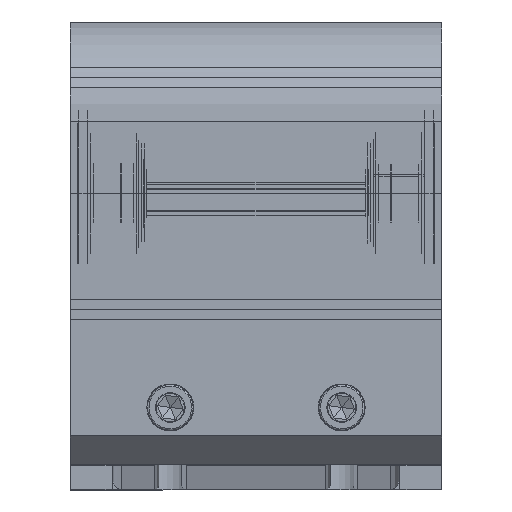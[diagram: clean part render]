
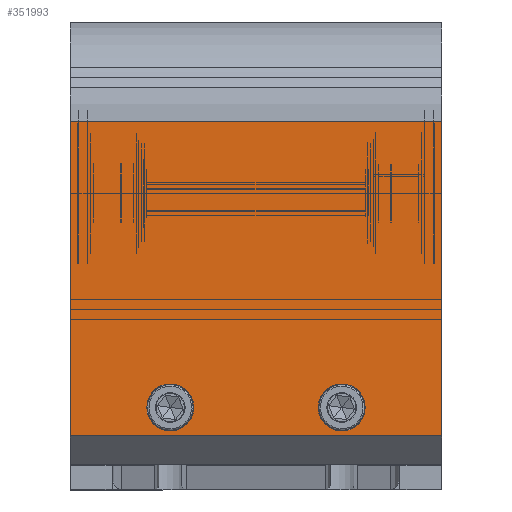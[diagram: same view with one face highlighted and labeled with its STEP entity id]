
A CAD part, top view. The second image highlights one B-rep face of the part: STEP entity #351993.
In plain terms, the highlighted planar face has unit normal (0, 0, 1).
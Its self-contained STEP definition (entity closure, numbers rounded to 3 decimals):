
#2834 = LINE ( 'NONE', #317650, #94435 ) ;
#5547 = EDGE_CURVE ( 'NONE', #359474, #120895, #118826, .T. ) ;
#14011 = VECTOR ( 'NONE', #182500, 1000. ) ;
#22186 = FACE_OUTER_BOUND ( 'NONE', #184716, .T. ) ;
#23570 = CARTESIAN_POINT ( 'NONE',  ( 208.467, 197.762, 762.525 ) ) ;
#25976 = DIRECTION ( 'NONE',  ( -1., 0., 0. ) ) ;
#26790 = DIRECTION ( 'NONE',  ( 0., 0., 1. ) ) ;
#29990 = CARTESIAN_POINT ( 'NONE',  ( 208.467, 197.762, 762.525 ) ) ;
#33955 = EDGE_CURVE ( 'NONE', #100360, #315455, #2834, .T. ) ;
#40061 = CARTESIAN_POINT ( 'NONE',  ( 113.467, 207.762, 762.525 ) ) ;
#52125 = CIRCLE ( 'NONE', #268833, 8.25 ) ;
#54876 = CARTESIAN_POINT ( 'NONE',  ( 208.467, 197.762, 762.525 ) ) ;
#59089 = CARTESIAN_POINT ( 'NONE',  ( 78.467, 197.762, 762.525 ) ) ;
#68841 = VERTEX_POINT ( 'NONE', #155627 ) ;
#70923 = DIRECTION ( 'NONE',  ( 1., 0., 0. ) ) ;
#72642 = DIRECTION ( 'NONE',  ( 0., 0., 1. ) ) ;
#73858 = EDGE_CURVE ( 'NONE', #244028, #68841, #88317, .T. ) ;
#88317 = CIRCLE ( 'NONE', #206335, 8.25 ) ;
#88722 = LINE ( 'NONE', #181229, #201739 ) ;
#89765 = CIRCLE ( 'NONE', #142244, 8.25 ) ;
#94435 = VECTOR ( 'NONE', #371298, 1000. ) ;
#100360 = VERTEX_POINT ( 'NONE', #328615 ) ;
#101531 = DIRECTION ( 'NONE',  ( 1., 0., 0. ) ) ;
#116719 = ORIENTED_EDGE ( 'NONE', *, *, #142351, .F. ) ;
#118252 = PLANE ( 'NONE',  #310020 ) ;
#118826 = LINE ( 'NONE', #59089, #14011 ) ;
#119142 = ORIENTED_EDGE ( 'NONE', *, *, #33955, .F. ) ;
#120895 = VERTEX_POINT ( 'NONE', #147286 ) ;
#121455 = DIRECTION ( 'NONE',  ( 1., 0., 0. ) ) ;
#127606 = ORIENTED_EDGE ( 'NONE', *, *, #73858, .F. ) ;
#135497 = CARTESIAN_POINT ( 'NONE',  ( 121.717, 207.762, 762.525 ) ) ;
#142244 = AXIS2_PLACEMENT_3D ( 'NONE', #361454, #198952, #168030 ) ;
#142351 = EDGE_CURVE ( 'NONE', #201261, #399105, #272493, .T. ) ;
#147286 = CARTESIAN_POINT ( 'NONE',  ( 78.467, 197.762, 762.525 ) ) ;
#153802 = EDGE_CURVE ( 'NONE', #100360, #359474, #88722, .T. ) ;
#155627 = CARTESIAN_POINT ( 'NONE',  ( 165.217, 207.762, 762.525 ) ) ;
#165904 = EDGE_CURVE ( 'NONE', #399105, #201261, #89765, .T. ) ;
#167504 = DIRECTION ( 'NONE',  ( 0., 0., 1. ) ) ;
#168030 = DIRECTION ( 'NONE',  ( 1., 0., 0. ) ) ;
#180254 = ORIENTED_EDGE ( 'NONE', *, *, #165904, .F. ) ;
#181229 = CARTESIAN_POINT ( 'NONE',  ( 208.467, 307.762, 762.525 ) ) ;
#182500 = DIRECTION ( 'NONE',  ( 0., -1., 0. ) ) ;
#184716 = EDGE_LOOP ( 'NONE', ( #311141, #385224, #119142, #256325 ) ) ;
#185504 = CARTESIAN_POINT ( 'NONE',  ( 105.217, 207.762, 762.525 ) ) ;
#198952 = DIRECTION ( 'NONE',  ( 0., 0., 1. ) ) ;
#201261 = VERTEX_POINT ( 'NONE', #135497 ) ;
#201739 = VECTOR ( 'NONE', #306857, 1000. ) ;
#206335 = AXIS2_PLACEMENT_3D ( 'NONE', #283885, #26790, #121455 ) ;
#220637 = EDGE_LOOP ( 'NONE', ( #116719, #180254 ) ) ;
#244028 = VERTEX_POINT ( 'NONE', #364505 ) ;
#256325 = ORIENTED_EDGE ( 'NONE', *, *, #153802, .T. ) ;
#259291 = AXIS2_PLACEMENT_3D ( 'NONE', #40061, #167504, #70923 ) ;
#267829 = EDGE_LOOP ( 'NONE', ( #127606, #293266 ) ) ;
#268833 = AXIS2_PLACEMENT_3D ( 'NONE', #383370, #72642, #101531 ) ;
#270548 = DIRECTION ( 'NONE',  ( 0., 0., -1. ) ) ;
#272493 = CIRCLE ( 'NONE', #259291, 8.25 ) ;
#275200 = FACE_BOUND ( 'NONE', #220637, .T. ) ;
#283885 = CARTESIAN_POINT ( 'NONE',  ( 173.467, 207.762, 762.525 ) ) ;
#289848 = EDGE_CURVE ( 'NONE', #315455, #120895, #332637, .T. ) ;
#293266 = ORIENTED_EDGE ( 'NONE', *, *, #322858, .F. ) ;
#306857 = DIRECTION ( 'NONE',  ( -1., 0., 0. ) ) ;
#310020 = AXIS2_PLACEMENT_3D ( 'NONE', #23570, #270548, #336255 ) ;
#311141 = ORIENTED_EDGE ( 'NONE', *, *, #5547, .T. ) ;
#315455 = VERTEX_POINT ( 'NONE', #29990 ) ;
#317650 = CARTESIAN_POINT ( 'NONE',  ( 208.467, 197.762, 762.525 ) ) ;
#322858 = EDGE_CURVE ( 'NONE', #68841, #244028, #52125, .T. ) ;
#328615 = CARTESIAN_POINT ( 'NONE',  ( 208.467, 307.762, 762.525 ) ) ;
#332637 = LINE ( 'NONE', #54876, #378311 ) ;
#334916 = FACE_BOUND ( 'NONE', #267829, .T. ) ;
#336255 = DIRECTION ( 'NONE',  ( -1., 0., 0. ) ) ;
#351993 = ADVANCED_FACE ( 'NONE', ( #275200, #334916, #22186 ), #118252, .F. ) ;
#359474 = VERTEX_POINT ( 'NONE', #371053 ) ;
#361454 = CARTESIAN_POINT ( 'NONE',  ( 113.467, 207.762, 762.525 ) ) ;
#364505 = CARTESIAN_POINT ( 'NONE',  ( 181.717, 207.762, 762.525 ) ) ;
#371053 = CARTESIAN_POINT ( 'NONE',  ( 78.467, 307.762, 762.525 ) ) ;
#371298 = DIRECTION ( 'NONE',  ( 0., -1., 0. ) ) ;
#378311 = VECTOR ( 'NONE', #25976, 1000. ) ;
#383370 = CARTESIAN_POINT ( 'NONE',  ( 173.467, 207.762, 762.525 ) ) ;
#385224 = ORIENTED_EDGE ( 'NONE', *, *, #289848, .F. ) ;
#399105 = VERTEX_POINT ( 'NONE', #185504 ) ;
